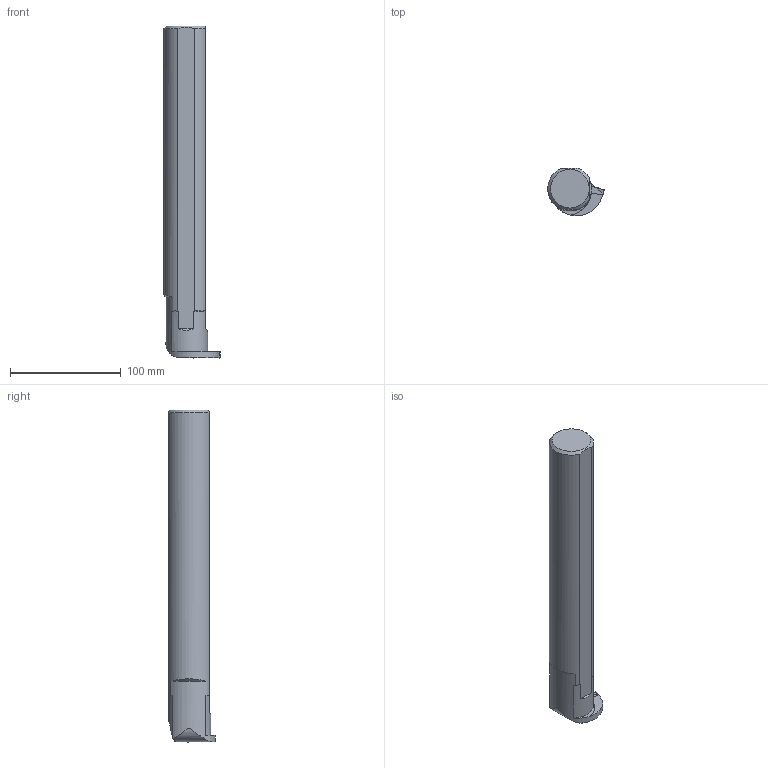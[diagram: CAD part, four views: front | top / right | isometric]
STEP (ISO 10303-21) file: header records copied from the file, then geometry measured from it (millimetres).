
FILE_DESCRIPTION(/* description */ (''),/* implementation_level */ '2;1');
FILE_NAME(/* name */ '1553743437312.stp',/* time_stamp */ '2019-03-28T08:54:19+05:00',/* author */ (''),/* organization */ ('SMS'),/* preprocessor_version */ 'ST-DEVELOPER v15',/* originating_system */ 'SIEMENS PLM Software NX 8.5',/* authorisation */ '');
FILE_SCHEMA (('AUTOMOTIVE_DESIGN { 1 0 10303 214 3 1 1 1 }'));
Length unit declared in the file: millimetre
Products named in the file (4): ASSEMBLY_CONSTRUCTION; 201539474mod000_00; 201690577mod000_00; 201690574mod000_00
Assembly tree (3 placements, depth 2):
  201690574mod000_00
    201690577mod000_00
    201539474mod000_00
    ASSEMBLY_CONSTRUCTION
Bounding box: 51 x 42.5 x 300.02 mm (x, y, z)
Volume: 353554.4 mm3; surface area: 40306.5 mm2
Topology: 2 solids, 2 shells, 70 faces, 197 edges, 137 vertices
Faces by surface type: plane 47, cylinder 13, cone 6, extrusion 4
Entity records: 2587 total; most frequent: CARTESIAN_POINT 615, ORIENTED_EDGE 392, DIRECTION 373, EDGE_CURVE 196, VERTEX_POINT 130, VECTOR 129, LINE 125, AXIS2_PLACEMENT_3D 122
